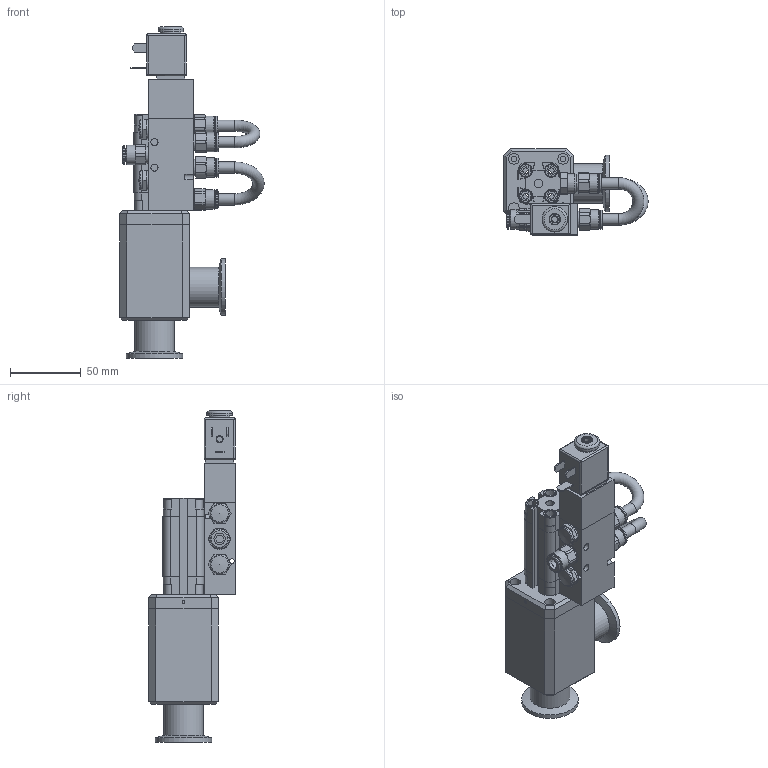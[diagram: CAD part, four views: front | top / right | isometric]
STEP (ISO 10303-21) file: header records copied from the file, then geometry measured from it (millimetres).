
FILE_DESCRIPTION(('STEP AP242'), '1');
FILE_NAME('ÊÂÏ-25 ïîòðåá.', '', ('UNSPECIFIED'), ('UNSPECIFIED'), 'C3D Converter', 'C3D Toolkit', '');
FILE_SCHEMA(('AP242_MANAGED_MODEL_BASED_3D_ENGINEERING_MIM_LF { 1 0 10303 442 1 1 4 }'));
Length unit declared in the file: millimetre
Bounding box: 101.93 x 61 x 234.4 mm (x, y, z)
Surface area: 74610.1 mm2 (no closed solid volume)
Topology: 0 solids, 48 shells, 485 faces, 1454 edges, 1012 vertices
Faces by surface type: plane 290, cylinder 125, cone 51, torus 17, sphere 2
Full cylindrical faces by diameter (mm): 2 x1, 3.2 x2, 4 x2, 4.134 x2, 5 x2, 6 x1, 7.3 x1, 7.5 x4, 8 x6, 11.8 x5, 13.4 x5, 13.5 x4, 13.7 x5, 14 x2, 15 x1, 16.3 x1, 18 x1, 24 x2, 26.2 x2, 28 x2, 36 x1, 40 x2
Entity records: 22942 total; most frequent: CARTESIAN_POINT 6484, DIRECTION 2580, ORIENTED_EDGE 2135, EDGE_CURVE 1355, VERTEX_POINT 1010, AXIS2_PLACEMENT_3D 880, LINE 820, VECTOR 820
